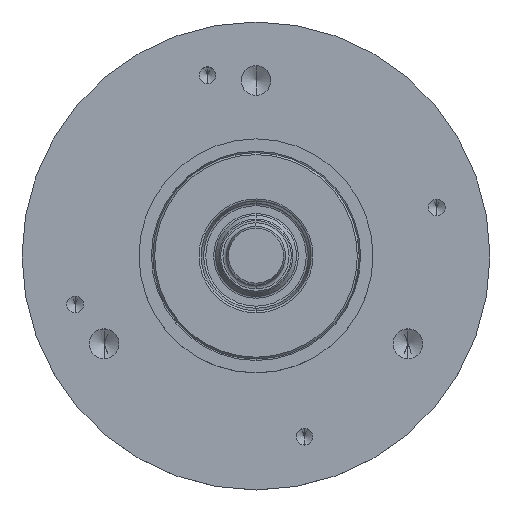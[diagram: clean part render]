
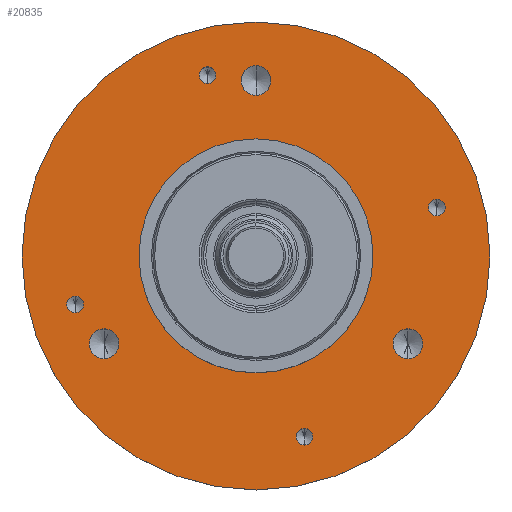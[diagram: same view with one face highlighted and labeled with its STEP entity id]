
A CAD part, top view. The second image highlights one B-rep face of the part: STEP entity #20835.
In plain terms, the highlighted planar face has unit normal (0, 0, 1).
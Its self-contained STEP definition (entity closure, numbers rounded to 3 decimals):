
#11=CARTESIAN_POINT('',(0.,0.,22.5));
#12=DIRECTION('',(0.,0.,-1.));
#13=DIRECTION('',(0.,1.,0.));
#14=AXIS2_PLACEMENT_3D('',#11,#12,#13);
#20=CARTESIAN_POINT('',(0.,0.,22.5));
#21=DIRECTION('',(0.,0.,1.));
#22=DIRECTION('',(0.,1.,0.));
#23=AXIS2_PLACEMENT_3D('',#20,#21,#22);
#29=CARTESIAN_POINT('',(-24.535,-6.574,22.5));
#30=DIRECTION('',(0.,0.,1.));
#31=DIRECTION('',(0.,-1.,0.));
#32=AXIS2_PLACEMENT_3D('',#29,#30,#31);
#34=CARTESIAN_POINT('',(-24.535,-6.574,22.5));
#35=DIRECTION('',(0.,0.,1.));
#36=DIRECTION('',(0.,1.,0.));
#37=AXIS2_PLACEMENT_3D('',#34,#35,#36);
#39=CARTESIAN_POINT('',(-6.574,24.535,22.5));
#40=DIRECTION('',(0.,0.,1.));
#41=DIRECTION('',(0.,-1.,0.));
#42=AXIS2_PLACEMENT_3D('',#39,#40,#41);
#44=CARTESIAN_POINT('',(-6.574,24.535,22.5));
#45=DIRECTION('',(0.,0.,1.));
#46=DIRECTION('',(0.,1.,0.));
#47=AXIS2_PLACEMENT_3D('',#44,#45,#46);
#49=CARTESIAN_POINT('',(24.535,6.574,22.5));
#50=DIRECTION('',(0.,0.,1.));
#51=DIRECTION('',(0.,-1.,0.));
#52=AXIS2_PLACEMENT_3D('',#49,#50,#51);
#54=CARTESIAN_POINT('',(24.535,6.574,22.5));
#55=DIRECTION('',(0.,0.,1.));
#56=DIRECTION('',(0.,1.,0.));
#57=AXIS2_PLACEMENT_3D('',#54,#55,#56);
#59=CARTESIAN_POINT('',(6.574,-24.535,22.5));
#60=DIRECTION('',(0.,0.,1.));
#61=DIRECTION('',(0.,-1.,0.));
#62=AXIS2_PLACEMENT_3D('',#59,#60,#61);
#64=CARTESIAN_POINT('',(6.574,-24.535,22.5));
#65=DIRECTION('',(0.,0.,1.));
#66=DIRECTION('',(0.,1.,0.));
#67=AXIS2_PLACEMENT_3D('',#64,#65,#66);
#69=CARTESIAN_POINT('',(-20.62,-11.905,22.5));
#70=DIRECTION('',(0.,0.,1.));
#71=DIRECTION('',(0.,-1.,0.));
#72=AXIS2_PLACEMENT_3D('',#69,#70,#71);
#74=CARTESIAN_POINT('',(-20.62,-11.905,22.5));
#75=DIRECTION('',(0.,0.,1.));
#76=DIRECTION('',(0.,1.,0.));
#77=AXIS2_PLACEMENT_3D('',#74,#75,#76);
#79=CARTESIAN_POINT('',(0.,23.81,22.5));
#80=DIRECTION('',(0.,0.,1.));
#81=DIRECTION('',(0.,-1.,0.));
#82=AXIS2_PLACEMENT_3D('',#79,#80,#81);
#84=CARTESIAN_POINT('',(0.,23.81,22.5));
#85=DIRECTION('',(0.,0.,1.));
#86=DIRECTION('',(0.,1.,0.));
#87=AXIS2_PLACEMENT_3D('',#84,#85,#86);
#89=CARTESIAN_POINT('',(20.62,-11.905,22.5));
#90=DIRECTION('',(0.,0.,1.));
#91=DIRECTION('',(0.,-1.,0.));
#92=AXIS2_PLACEMENT_3D('',#89,#90,#91);
#94=CARTESIAN_POINT('',(20.62,-11.905,22.5));
#95=DIRECTION('',(0.,0.,1.));
#96=DIRECTION('',(0.,1.,0.));
#97=AXIS2_PLACEMENT_3D('',#94,#95,#96);
#108=CARTESIAN_POINT('',(0.,0.,22.5));
#109=DIRECTION('',(0.,0.,1.));
#110=DIRECTION('',(1.,0.,0.));
#111=AXIS2_PLACEMENT_3D('',#108,#109,#110);
#132=CARTESIAN_POINT('',(0.,0.,22.5));
#133=DIRECTION('',(0.,0.,1.));
#134=DIRECTION('',(-1.,0.,0.));
#135=AXIS2_PLACEMENT_3D('',#132,#133,#134);
#17253=CARTESIAN_POINT('',(0.,15.875,22.5));
#17254=CARTESIAN_POINT('',(0.,-15.875,22.5));
#17255=VERTEX_POINT('',#17253);
#17256=VERTEX_POINT('',#17254);
#17265=CARTESIAN_POINT('',(31.75,0.,22.5));
#17266=CARTESIAN_POINT('',(-31.75,0.,22.5));
#17267=VERTEX_POINT('',#17265);
#17268=VERTEX_POINT('',#17266);
#17279=CARTESIAN_POINT('',(-24.535,-7.704,22.5));
#17280=CARTESIAN_POINT('',(-24.535,-5.444,22.5));
#17281=VERTEX_POINT('',#17279);
#17282=VERTEX_POINT('',#17280);
#17289=CARTESIAN_POINT('',(-6.574,23.404,22.5));
#17290=CARTESIAN_POINT('',(-6.574,25.665,22.5));
#17291=VERTEX_POINT('',#17289);
#17292=VERTEX_POINT('',#17290);
#17299=CARTESIAN_POINT('',(24.535,5.444,22.5));
#17300=CARTESIAN_POINT('',(24.535,7.704,22.5));
#17301=VERTEX_POINT('',#17299);
#17302=VERTEX_POINT('',#17300);
#17309=CARTESIAN_POINT('',(6.574,-25.665,22.5));
#17310=CARTESIAN_POINT('',(6.574,-23.404,22.5));
#17311=VERTEX_POINT('',#17309);
#17312=VERTEX_POINT('',#17310);
#17319=CARTESIAN_POINT('',(-20.62,-13.924,22.5));
#17320=CARTESIAN_POINT('',(-20.62,-9.886,22.5));
#17321=VERTEX_POINT('',#17319);
#17322=VERTEX_POINT('',#17320);
#17329=CARTESIAN_POINT('',(0.,21.791,22.5));
#17330=CARTESIAN_POINT('',(0.,25.829,22.5));
#17331=VERTEX_POINT('',#17329);
#17332=VERTEX_POINT('',#17330);
#17339=CARTESIAN_POINT('',(20.62,-13.924,22.5));
#17340=CARTESIAN_POINT('',(20.62,-9.886,22.5));
#17341=VERTEX_POINT('',#17339);
#17342=VERTEX_POINT('',#17340);
#20778=CARTESIAN_POINT('',(0.,0.,22.5));
#20779=DIRECTION('',(0.,0.,-1.));
#20780=DIRECTION('',(0.,1.,0.));
#20781=AXIS2_PLACEMENT_3D('',#20778,#20779,#20780);
#20782=PLANE('',#20781);
#20784=ORIENTED_EDGE('',*,*,#20783,.F.);
#20786=ORIENTED_EDGE('',*,*,#20785,.F.);
#20787=EDGE_LOOP('',(#20784,#20786));
#20788=FACE_OUTER_BOUND('',#20787,.F.);
#20789=ORIENTED_EDGE('',*,*,#20772,.T.);
#20790=ORIENTED_EDGE('',*,*,#20758,.F.);
#20791=EDGE_LOOP('',(#20789,#20790));
#20792=FACE_BOUND('',#20791,.F.);
#20794=ORIENTED_EDGE('',*,*,#20793,.T.);
#20796=ORIENTED_EDGE('',*,*,#20795,.T.);
#20797=EDGE_LOOP('',(#20794,#20796));
#20798=FACE_BOUND('',#20797,.F.);
#20800=ORIENTED_EDGE('',*,*,#20799,.T.);
#20802=ORIENTED_EDGE('',*,*,#20801,.T.);
#20803=EDGE_LOOP('',(#20800,#20802));
#20804=FACE_BOUND('',#20803,.F.);
#20806=ORIENTED_EDGE('',*,*,#20805,.T.);
#20808=ORIENTED_EDGE('',*,*,#20807,.T.);
#20809=EDGE_LOOP('',(#20806,#20808));
#20810=FACE_BOUND('',#20809,.F.);
#20812=ORIENTED_EDGE('',*,*,#20811,.T.);
#20814=ORIENTED_EDGE('',*,*,#20813,.T.);
#20815=EDGE_LOOP('',(#20812,#20814));
#20816=FACE_BOUND('',#20815,.F.);
#20818=ORIENTED_EDGE('',*,*,#20817,.T.);
#20820=ORIENTED_EDGE('',*,*,#20819,.T.);
#20821=EDGE_LOOP('',(#20818,#20820));
#20822=FACE_BOUND('',#20821,.F.);
#20824=ORIENTED_EDGE('',*,*,#20823,.T.);
#20826=ORIENTED_EDGE('',*,*,#20825,.T.);
#20827=EDGE_LOOP('',(#20824,#20826));
#20828=FACE_BOUND('',#20827,.F.);
#20830=ORIENTED_EDGE('',*,*,#20829,.T.);
#20832=ORIENTED_EDGE('',*,*,#20831,.T.);
#20833=EDGE_LOOP('',(#20830,#20832));
#20834=FACE_BOUND('',#20833,.F.);
#15=CIRCLE('',#14,15.875);
#24=CIRCLE('',#23,15.875);
#33=CIRCLE('',#32,1.13);
#38=CIRCLE('',#37,1.13);
#43=CIRCLE('',#42,1.13);
#48=CIRCLE('',#47,1.13);
#53=CIRCLE('',#52,1.13);
#58=CIRCLE('',#57,1.13);
#63=CIRCLE('',#62,1.13);
#68=CIRCLE('',#67,1.13);
#73=CIRCLE('',#72,2.019);
#78=CIRCLE('',#77,2.019);
#83=CIRCLE('',#82,2.019);
#88=CIRCLE('',#87,2.019);
#93=CIRCLE('',#92,2.019);
#98=CIRCLE('',#97,2.019);
#112=CIRCLE('',#111,31.75);
#136=CIRCLE('',#135,31.75);
#20758=EDGE_CURVE('',#17255,#17256,#15,.T.);
#20772=EDGE_CURVE('',#17255,#17256,#24,.T.);
#20783=EDGE_CURVE('',#17267,#17268,#112,.T.);
#20785=EDGE_CURVE('',#17268,#17267,#136,.T.);
#20793=EDGE_CURVE('',#17281,#17282,#33,.T.);
#20795=EDGE_CURVE('',#17282,#17281,#38,.T.);
#20799=EDGE_CURVE('',#17291,#17292,#43,.T.);
#20801=EDGE_CURVE('',#17292,#17291,#48,.T.);
#20805=EDGE_CURVE('',#17301,#17302,#53,.T.);
#20807=EDGE_CURVE('',#17302,#17301,#58,.T.);
#20811=EDGE_CURVE('',#17311,#17312,#63,.T.);
#20813=EDGE_CURVE('',#17312,#17311,#68,.T.);
#20817=EDGE_CURVE('',#17321,#17322,#73,.T.);
#20819=EDGE_CURVE('',#17322,#17321,#78,.T.);
#20823=EDGE_CURVE('',#17331,#17332,#83,.T.);
#20825=EDGE_CURVE('',#17332,#17331,#88,.T.);
#20829=EDGE_CURVE('',#17341,#17342,#93,.T.);
#20831=EDGE_CURVE('',#17342,#17341,#98,.T.);
#20835=ADVANCED_FACE('',(#20788,#20792,#20798,#20804,#20810,#20816,#20822,
#20828,#20834),#20782,.F.);
